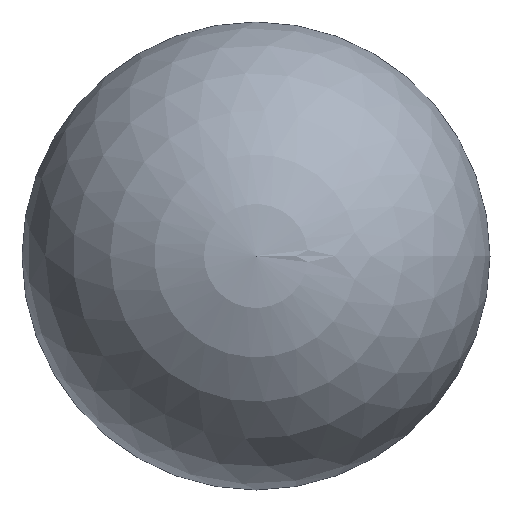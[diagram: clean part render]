
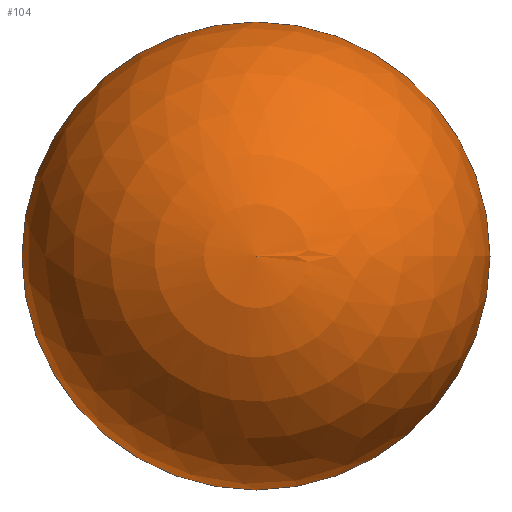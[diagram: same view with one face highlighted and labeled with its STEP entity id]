
A CAD part, front view. The second image highlights one B-rep face of the part: STEP entity #104.
In plain terms, the highlighted spherical face has radius 1.35 mm.
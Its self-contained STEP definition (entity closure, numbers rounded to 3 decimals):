
#3 = CARTESIAN_POINT ( 'NONE',  ( -3.323, -2.5, 1.3 ) ) ;
#4 = DIRECTION ( 'NONE',  ( 0., 1., 0. ) ) ;
#5 = SPHERICAL_SURFACE ( 'NONE', #125, 1.35 ) ;
#15 = DIRECTION ( 'NONE',  ( -1., 0., 0. ) ) ;
#22 = AXIS2_PLACEMENT_3D ( 'NONE', #76, #94, #15 ) ;
#23 = EDGE_CURVE ( 'NONE', #93, #52, #90, .T. ) ;
#24 = CIRCLE ( 'NONE', #54, 1.35 ) ;
#25 = ORIENTED_EDGE ( 'NONE', *, *, #81, .T. ) ;
#31 = DIRECTION ( 'NONE',  ( 0., -1., 0. ) ) ;
#32 = DIRECTION ( 'NONE',  ( 0., 0., -1. ) ) ;
#50 = CARTESIAN_POINT ( 'NONE',  ( -3.323, -2.5, 2.65 ) ) ;
#52 = VERTEX_POINT ( 'NONE', #95 ) ;
#54 = AXIS2_PLACEMENT_3D ( 'NONE', #50, #31, #32 ) ;
#71 = DIRECTION ( 'NONE',  ( 1., 0., 0. ) ) ;
#73 = CARTESIAN_POINT ( 'NONE',  ( -3.323, -2.5, 2.65 ) ) ;
#76 = CARTESIAN_POINT ( 'NONE',  ( -3.323, -2.5, 2.65 ) ) ;
#80 = ORIENTED_EDGE ( 'NONE', *, *, #23, .F. ) ;
#81 = EDGE_CURVE ( 'NONE', #93, #52, #24, .T. ) ;
#90 = CIRCLE ( 'NONE', #22, 1.35 ) ;
#93 = VERTEX_POINT ( 'NONE', #3 ) ;
#94 = DIRECTION ( 'NONE',  ( 0., 1., 0. ) ) ;
#95 = CARTESIAN_POINT ( 'NONE',  ( -3.323, -2.5, 4. ) ) ;
#104 = ADVANCED_FACE ( 'NONE', ( #120 ), #5, .T. ) ;
#120 = FACE_OUTER_BOUND ( 'NONE', #122, .T. ) ;
#122 = EDGE_LOOP ( 'NONE', ( #80, #25 ) ) ;
#125 = AXIS2_PLACEMENT_3D ( 'NONE', #73, #4, #71 ) ;
